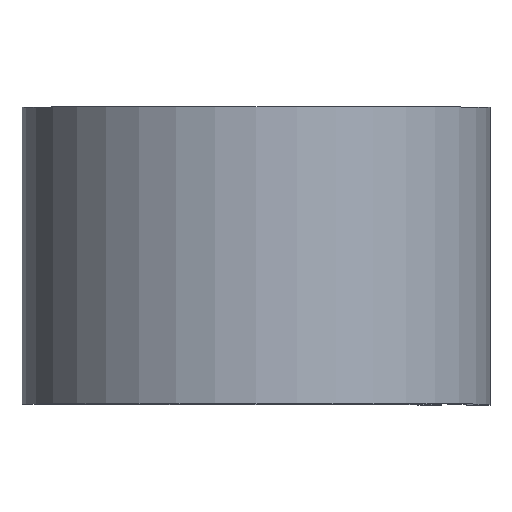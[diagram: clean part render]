
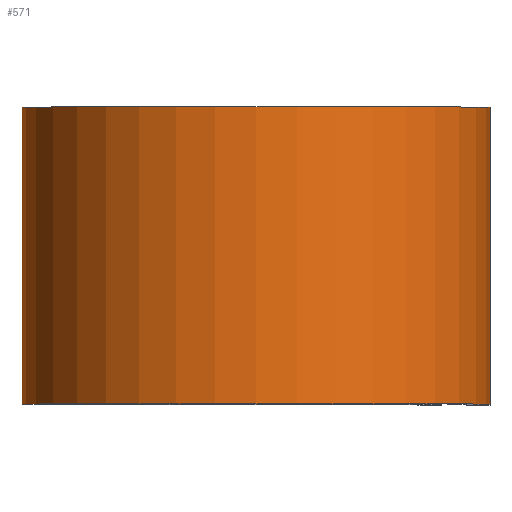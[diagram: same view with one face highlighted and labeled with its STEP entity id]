
A CAD part, top view. The second image highlights one B-rep face of the part: STEP entity #571.
In plain terms, the highlighted cylindrical face has radius 15.011 mm (diameter 30.023 mm), a partial arc.
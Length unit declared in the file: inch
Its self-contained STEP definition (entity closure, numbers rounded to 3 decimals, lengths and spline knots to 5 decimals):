
#26 = CARTESIAN_POINT ( 'NONE',  ( 0., 0.375, 0. ) ) ;
#48 = DIRECTION ( 'NONE',  ( 0., -1., 0. ) ) ;
#60 = CARTESIAN_POINT ( 'NONE',  ( 0., 0.375, -0.591 ) ) ;
#70 = CARTESIAN_POINT ( 'NONE',  ( 0.591, -0.375, 0. ) ) ;
#72 = ORIENTED_EDGE ( 'NONE', *, *, #594, .F. ) ;
#110 = CARTESIAN_POINT ( 'NONE',  ( 0., -0.375, 0. ) ) ;
#130 = CARTESIAN_POINT ( 'NONE',  ( 0., -0.375, -0.591 ) ) ;
#153 = ORIENTED_EDGE ( 'NONE', *, *, #512, .T. ) ;
#165 = CARTESIAN_POINT ( 'NONE',  ( 0.591, 0.375, 0. ) ) ;
#166 = DIRECTION ( 'NONE',  ( 0., -1., 0. ) ) ;
#170 = CIRCLE ( 'NONE', #514, 0.591 ) ;
#177 = DIRECTION ( 'NONE',  ( 1., 0., 0. ) ) ;
#193 = EDGE_CURVE ( 'NONE', #218, #578, #170, .T. ) ;
#213 = ORIENTED_EDGE ( 'NONE', *, *, #193, .T. ) ;
#218 = VERTEX_POINT ( 'NONE', #130 ) ;
#234 = CARTESIAN_POINT ( 'NONE',  ( 0., 0.375, 0. ) ) ;
#243 = DIRECTION ( 'NONE',  ( 0., 1., 0. ) ) ;
#246 = DIRECTION ( 'NONE',  ( 1., 0., 0. ) ) ;
#326 = EDGE_LOOP ( 'NONE', ( #213, #379, #72, #153 ) ) ;
#338 = DIRECTION ( 'NONE',  ( 0., 0., -1. ) ) ;
#361 = FACE_OUTER_BOUND ( 'NONE', #326, .T. ) ;
#369 = VERTEX_POINT ( 'NONE', #165 ) ;
#379 = ORIENTED_EDGE ( 'NONE', *, *, #443, .F. ) ;
#385 = VERTEX_POINT ( 'NONE', #60 ) ;
#389 = DIRECTION ( 'NONE',  ( 0., -1., 0. ) ) ;
#392 = CIRCLE ( 'NONE', #585, 0.591 ) ;
#413 = AXIS2_PLACEMENT_3D ( 'NONE', #26, #48, #338 ) ;
#443 = EDGE_CURVE ( 'NONE', #369, #578, #589, .T. ) ;
#469 = VECTOR ( 'NONE', #389, 39.37008 ) ;
#494 = CARTESIAN_POINT ( 'NONE',  ( 0.591, 0.375, 0. ) ) ;
#502 = CYLINDRICAL_SURFACE ( 'NONE', #413, 0.591 ) ;
#507 = LINE ( 'NONE', #550, #469 ) ;
#512 = EDGE_CURVE ( 'NONE', #385, #218, #507, .T. ) ;
#514 = AXIS2_PLACEMENT_3D ( 'NONE', #110, #611, #177 ) ;
#550 = CARTESIAN_POINT ( 'NONE',  ( 0., 0.375, -0.591 ) ) ;
#571 = ADVANCED_FACE ( 'NONE', ( #361 ), #502, .T. ) ;
#578 = VERTEX_POINT ( 'NONE', #70 ) ;
#585 = AXIS2_PLACEMENT_3D ( 'NONE', #234, #243, #246 ) ;
#589 = LINE ( 'NONE', #494, #597 ) ;
#594 = EDGE_CURVE ( 'NONE', #385, #369, #392, .T. ) ;
#597 = VECTOR ( 'NONE', #166, 39.37008 ) ;
#611 = DIRECTION ( 'NONE',  ( 0., 1., 0. ) ) ;
